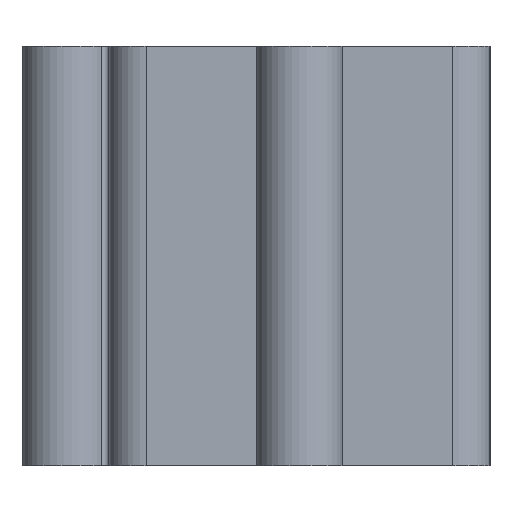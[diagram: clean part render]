
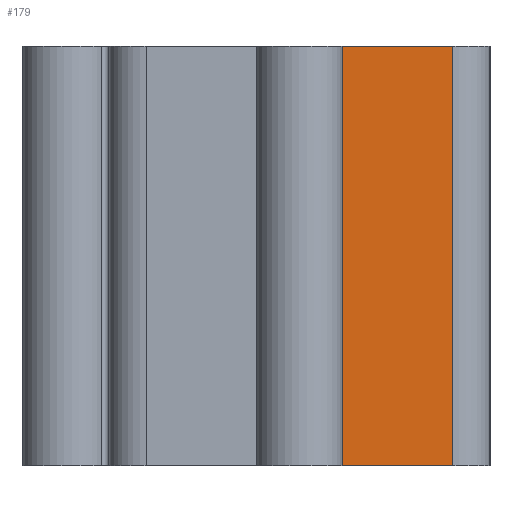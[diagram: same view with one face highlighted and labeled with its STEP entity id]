
A CAD part, left-side view. The second image highlights one B-rep face of the part: STEP entity #179.
In plain terms, the highlighted planar face has unit normal (-1, 0, 0).
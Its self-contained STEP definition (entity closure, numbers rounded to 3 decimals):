
#179 = ADVANCED_FACE( '', ( #394 ), #395, .F. );
#394 = FACE_OUTER_BOUND( '', #643, .T. );
#395 = PLANE( '', #644 );
#643 = EDGE_LOOP( '', ( #1145, #1146, #1147, #1148 ) );
#644 = AXIS2_PLACEMENT_3D( '', #1149, #1150, #1151 );
#1145 = ORIENTED_EDGE( '', *, *, #1743, .T. );
#1146 = ORIENTED_EDGE( '', *, *, #1744, .F. );
#1147 = ORIENTED_EDGE( '', *, *, #1640, .F. );
#1148 = ORIENTED_EDGE( '', *, *, #1745, .T. );
#1149 = CARTESIAN_POINT( '', ( -37., 8.649, 11. ) );
#1150 = DIRECTION( '', ( 1., 0., 0. ) );
#1151 = DIRECTION( '', ( 0., 0., -1. ) );
#1640 = EDGE_CURVE( '', #2028, #2030, #2031, .T. );
#1743 = EDGE_CURVE( '', #2181, #2182, #2183, .T. );
#1744 = EDGE_CURVE( '', #2030, #2182, #2184, .T. );
#1745 = EDGE_CURVE( '', #2028, #2181, #2185, .T. );
#2028 = VERTEX_POINT( '', #2597 );
#2030 = VERTEX_POINT( '', #2599 );
#2031 = LINE( '', #2600, #2601 );
#2181 = VERTEX_POINT( '', #2869 );
#2182 = VERTEX_POINT( '', #2870 );
#2183 = LINE( '', #2871, #2872 );
#2184 = LINE( '', #2873, #2874 );
#2185 = LINE( '', #2875, #2876 );
#2597 = CARTESIAN_POINT( '', ( -37., 8.649, 11. ) );
#2599 = CARTESIAN_POINT( '', ( -37., 1.95, 11. ) );
#2600 = CARTESIAN_POINT( '', ( -37., 8.649, 11. ) );
#2601 = VECTOR( '', #3303, 1000. );
#2869 = CARTESIAN_POINT( '', ( -37., 8.649, -11. ) );
#2870 = CARTESIAN_POINT( '', ( -37., 1.95, -11. ) );
#2871 = CARTESIAN_POINT( '', ( -37., 8.649, -11. ) );
#2872 = VECTOR( '', #3422, 1000. );
#2873 = CARTESIAN_POINT( '', ( -37., 1.95, 11. ) );
#2874 = VECTOR( '', #3423, 1000. );
#2875 = CARTESIAN_POINT( '', ( -37., 8.649, 11. ) );
#2876 = VECTOR( '', #3424, 1000. );
#3303 = DIRECTION( '', ( 0., -1., 0. ) );
#3422 = DIRECTION( '', ( 0., -1., 0. ) );
#3423 = DIRECTION( '', ( 0., 0., -1. ) );
#3424 = DIRECTION( '', ( 0., 0., -1. ) );
